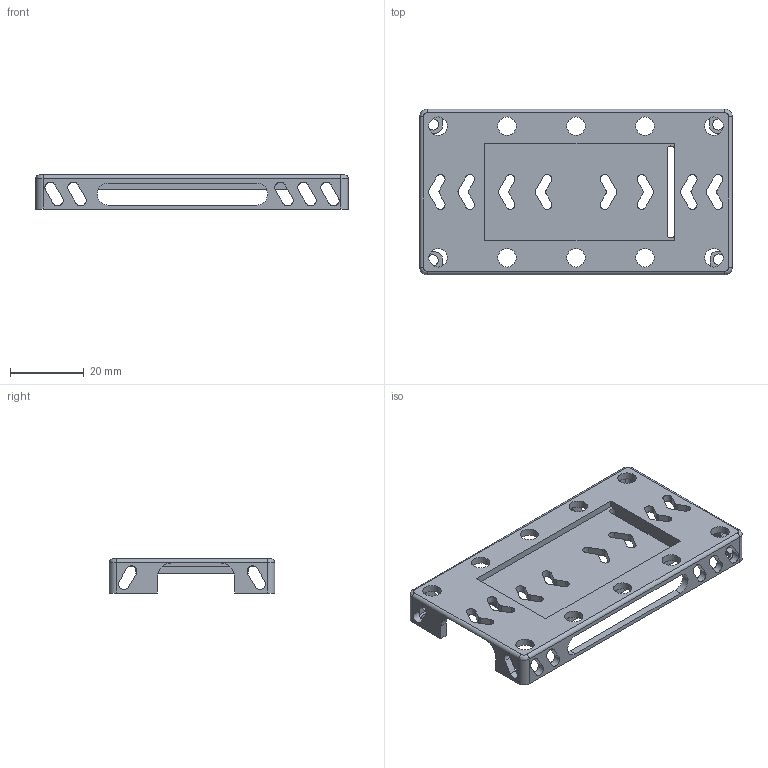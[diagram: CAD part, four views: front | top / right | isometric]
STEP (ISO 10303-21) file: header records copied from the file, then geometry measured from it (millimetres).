
FILE_DESCRIPTION(/* description */ (''),/* implementation_level */ '2;1');
FILE_NAME(/* name */ 'funsion360_modeling_06 v36.step',/* time_stamp */ '2022-06-26T15:25:15+08:00',/* author */ (''),/* organization */ (''),/* preprocessor_version */ 'ST-DEVELOPER v19',/* originating_system */ 'Autodesk Translation Framework v11.7.0.108',/* authorisation */ '');
FILE_SCHEMA (('AUTOMOTIVE_DESIGN { 1 0 10303 214 3 1 1 }'));
Length unit declared in the file: millimetre
Products named in the file (1): funsion360_modeling_06
Bounding box: 85 x 45 x 9.25 mm (x, y, z)
Volume: 8663.1 mm3; surface area: 11016 mm2
Topology: 1 solids, 1 shells, 252 faces, 736 edges, 472 vertices
Faces by surface type: plane 148, cylinder 100, bspline 4
Full cylindrical faces by diameter (mm): 3 x4, 5 x10
Entity records: 8648 total; most frequent: CARTESIAN_POINT 1569, DIRECTION 1486, ORIENTED_EDGE 1472, EDGE_CURVE 736, AXIS2_PLACEMENT_3D 509, VERTEX_POINT 472, LINE 468, VECTOR 468
